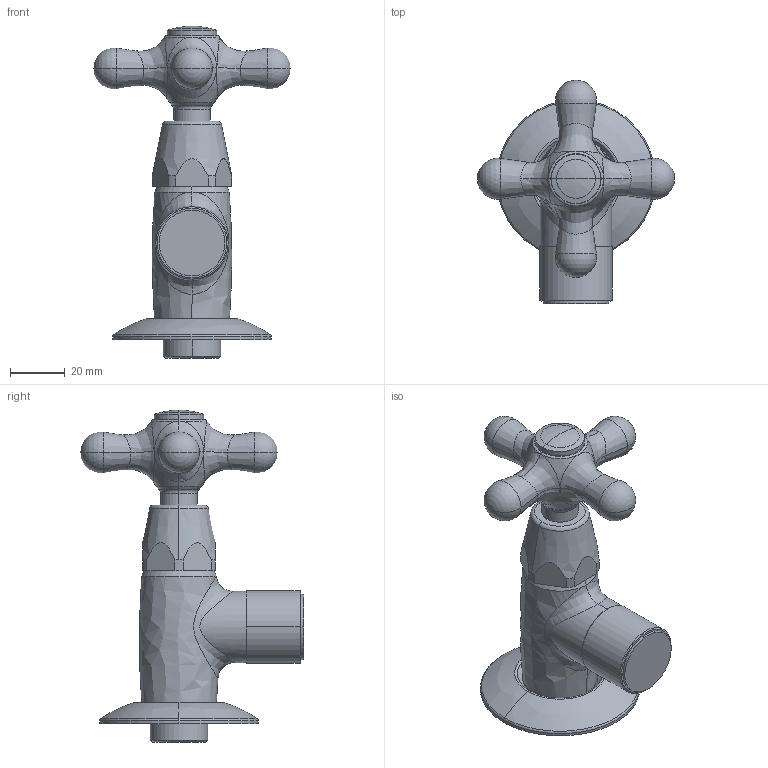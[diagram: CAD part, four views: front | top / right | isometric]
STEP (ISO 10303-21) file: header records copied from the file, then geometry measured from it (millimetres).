
FILE_DESCRIPTION((''),'2;1');
FILE_NAME('IRV206CR','2021-11-10T17:17:18',('ut3'),('PAFFONI SpA'),'CREO PARAMETRIC BY PTC INC, 2020044','CREO PARAMETRIC BY PTC INC, 2020044','');
FILE_SCHEMA(('CONFIG_CONTROL_DESIGN','SHAPE_APPEARANCE_LAYERS_GROUPS'));
Length unit declared in the file: millimetre
Products named in the file (1): IRV206CR
Bounding box: 72 x 81.5 x 121.2 mm (x, y, z)
Volume: 102862.8 mm3; surface area: 21412.9 mm2
Topology: 1 solids, 1 shells, 100 faces, 230 edges, 128 vertices
Faces by surface type: bspline 24, cone 22, cylinder 20, plane 14, torus 12, sphere 8
Entity records: 5757 total; most frequent: CARTESIAN_POINT 2851, DIRECTION 466, ORIENTED_EDGE 440, EDGE_CURVE 220, AXIS2_PLACEMENT_3D 206, CIRCLE 130, VERTEX_POINT 128, EDGE_LOOP 106
